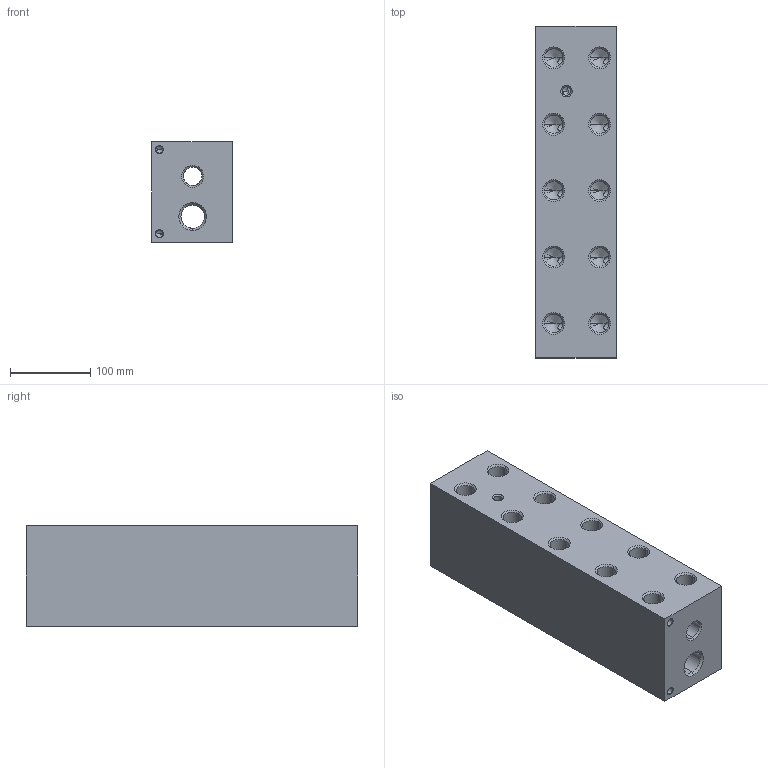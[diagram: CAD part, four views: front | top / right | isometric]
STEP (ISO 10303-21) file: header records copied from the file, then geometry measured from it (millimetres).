
FILE_DESCRIPTION((''),'2;1');
FILE_NAME('VNL_ASM','2023-03-16T',('ProEService'),(''),'PRO/ENGINEER BY PARAMETRIC TECHNOLOGY CORPORATION, 2014200','PRO/ENGINEER BY PARAMETRIC TECHNOLOGY CORPORATION, 2014200','');
FILE_SCHEMA(('CONFIG_CONTROL_DESIGN'));
Length unit declared in the file: inch
Products named in the file (2): 153-220-001; VNL_ASM
Assembly tree (1 placements, depth 2):
  VNL_ASM
    153-220-001
Bounding box: 100.03 x 412.75 x 125.43 mm (x, y, z)
Volume: 4338970 mm3; surface area: 361751.9 mm2
Topology: 1 solids, 1 shells, 336 faces, 1410 edges, 1262 vertices
Faces by surface type: cone 190, cylinder 136, plane 8, torus 2
Entity records: 15482 total; most frequent: CARTESIAN_POINT 4587, DIRECTION 2323, ORIENTED_EDGE 1894, EDGE_CURVE 947, AXIS2_PLACEMENT_3D 785, VECTOR 753, LINE 753, VERTEX_POINT 636
